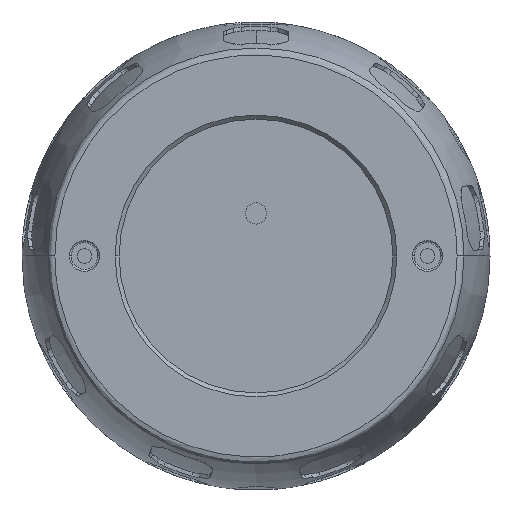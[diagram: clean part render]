
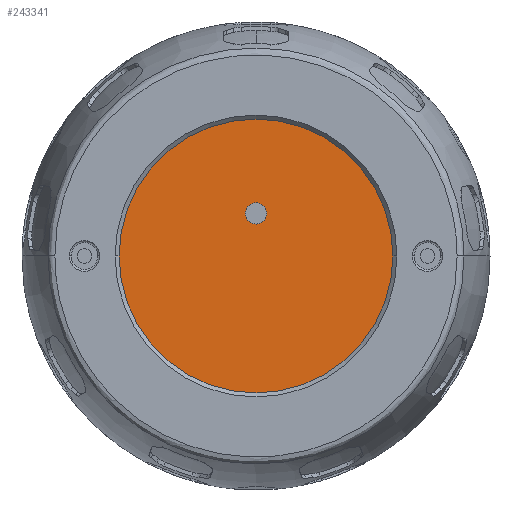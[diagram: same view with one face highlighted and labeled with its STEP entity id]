
A CAD part, front view. The second image highlights one B-rep face of the part: STEP entity #243341.
In plain terms, the highlighted face is planar.
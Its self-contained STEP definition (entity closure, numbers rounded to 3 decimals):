
#7077 = DIRECTION ( 'NONE',  ( -1., 0., 0. ) ) ;
#9739 = DIRECTION ( 'NONE',  ( 0., 0., 1. ) ) ;
#12809 = EDGE_CURVE ( 'NONE', #181655, #165526, #41697, .T. ) ;
#17504 = AXIS2_PLACEMENT_3D ( 'NONE', #152287, #113039, #190291 ) ;
#23391 = CARTESIAN_POINT ( 'NONE',  ( 51.5, 0., -235.5 ) ) ;
#23476 = EDGE_CURVE ( 'NONE', #165526, #181655, #45800, .T. ) ;
#26098 = CARTESIAN_POINT ( 'NONE',  ( 0., 16., -235.5 ) ) ;
#29988 = AXIS2_PLACEMENT_3D ( 'NONE', #77740, #154963, #232205 ) ;
#33712 = AXIS2_PLACEMENT_3D ( 'NONE', #145201, #9739, #160480 ) ;
#41697 = CIRCLE ( 'NONE', #17504, 51.5 ) ;
#45800 = CIRCLE ( 'NONE', #33712, 51.5 ) ;
#52744 = FACE_OUTER_BOUND ( 'NONE', #189250, .T. ) ;
#61634 = VERTEX_POINT ( 'NONE', #142248 ) ;
#68691 = ORIENTED_EDGE ( 'NONE', *, *, #23476, .F. ) ;
#70443 = DIRECTION ( 'NONE',  ( -1., 0., 0. ) ) ;
#72975 = PLANE ( 'NONE',  #240550 ) ;
#73308 = ORIENTED_EDGE ( 'NONE', *, *, #249064, .T. ) ;
#77740 = CARTESIAN_POINT ( 'NONE',  ( 0., 16., -235.5 ) ) ;
#90587 = ORIENTED_EDGE ( 'NONE', *, *, #141747, .T. ) ;
#101887 = CARTESIAN_POINT ( 'NONE',  ( 4., 16., -235.5 ) ) ;
#113039 = DIRECTION ( 'NONE',  ( 0., 0., 1. ) ) ;
#141747 = EDGE_CURVE ( 'NONE', #241049, #61634, #172958, .T. ) ;
#142248 = CARTESIAN_POINT ( 'NONE',  ( -4., 16., -235.5 ) ) ;
#145201 = CARTESIAN_POINT ( 'NONE',  ( 0., 0., -235.5 ) ) ;
#152287 = CARTESIAN_POINT ( 'NONE',  ( 0., 0., -235.5 ) ) ;
#154963 = DIRECTION ( 'NONE',  ( 0., 0., 1. ) ) ;
#160480 = DIRECTION ( 'NONE',  ( -1., 0., 0. ) ) ;
#165526 = VERTEX_POINT ( 'NONE', #23391 ) ;
#166549 = ORIENTED_EDGE ( 'NONE', *, *, #12809, .F. ) ;
#172958 = CIRCLE ( 'NONE', #180887, 4. ) ;
#180545 = DIRECTION ( 'NONE',  ( 0., 0., 1. ) ) ;
#180887 = AXIS2_PLACEMENT_3D ( 'NONE', #26098, #180545, #7077 ) ;
#181655 = VERTEX_POINT ( 'NONE', #238711 ) ;
#183611 = CIRCLE ( 'NONE', #29988, 4. ) ;
#185663 = FACE_BOUND ( 'NONE', #210016, .T. ) ;
#186926 = DIRECTION ( 'NONE',  ( 0., 0., -1. ) ) ;
#189250 = EDGE_LOOP ( 'NONE', ( #166549, #68691 ) ) ;
#190291 = DIRECTION ( 'NONE',  ( -1., 0., 0. ) ) ;
#203431 = CARTESIAN_POINT ( 'NONE',  ( 103., 103., -235.5 ) ) ;
#210016 = EDGE_LOOP ( 'NONE', ( #73308, #90587 ) ) ;
#232205 = DIRECTION ( 'NONE',  ( -1., 0., 0. ) ) ;
#238711 = CARTESIAN_POINT ( 'NONE',  ( -51.5, 0., -235.5 ) ) ;
#240550 = AXIS2_PLACEMENT_3D ( 'NONE', #203431, #186926, #70443 ) ;
#241049 = VERTEX_POINT ( 'NONE', #101887 ) ;
#243341 = ADVANCED_FACE ( 'NONE', ( #185663, #52744 ), #72975, .T. ) ;
#249064 = EDGE_CURVE ( 'NONE', #61634, #241049, #183611, .T. ) ;
